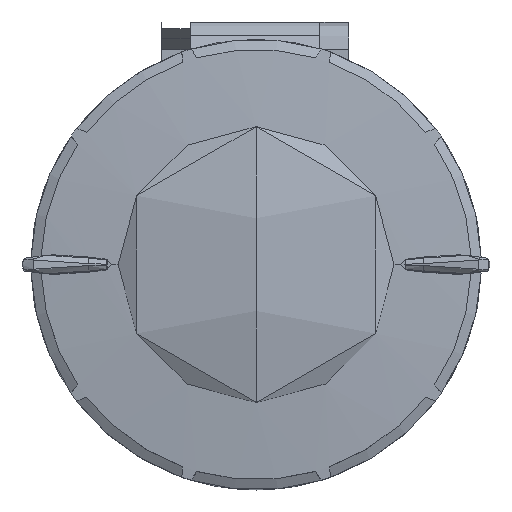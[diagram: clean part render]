
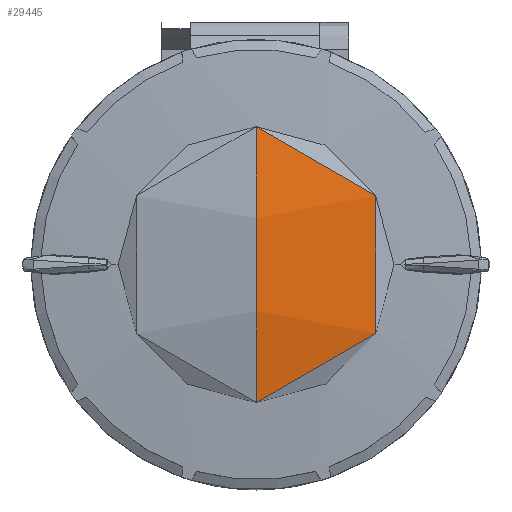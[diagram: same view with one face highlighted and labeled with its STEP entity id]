
A CAD part, top view. The second image highlights one B-rep face of the part: STEP entity #29445.
In plain terms, the highlighted spherical face has radius 125.26 mm.
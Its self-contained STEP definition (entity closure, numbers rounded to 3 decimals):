
#1074 = DIRECTION ( 'NONE',  ( -1., 0., 0. ) ) ;
#2312 = ORIENTED_EDGE ( 'NONE', *, *, #23714, .T. ) ;
#2938 = SPHERICAL_SURFACE ( 'NONE', #13577, 125.26 ) ;
#3585 = EDGE_CURVE ( 'NONE', #4498, #29138, #10601, .T. ) ;
#4498 = VERTEX_POINT ( 'NONE', #15375 ) ;
#4926 = FACE_OUTER_BOUND ( 'NONE', #14512, .T. ) ;
#6006 = CIRCLE ( 'NONE', #27916, 125.26 ) ;
#7679 = DIRECTION ( 'NONE',  ( -1., 0., 0. ) ) ;
#7955 = DIRECTION ( 'NONE',  ( 0., 0., 1. ) ) ;
#9981 = CARTESIAN_POINT ( 'NONE',  ( 0.2, 0., -10.107 ) ) ;
#10122 = AXIS2_PLACEMENT_3D ( 'NONE', #12099, #7955, #1074 ) ;
#10601 = CIRCLE ( 'NONE', #10122, 27.25 ) ;
#12099 = CARTESIAN_POINT ( 'NONE',  ( 0.2, 0., 112.153 ) ) ;
#12423 = DIRECTION ( 'NONE',  ( 0., 0.423, -0.906 ) ) ;
#13577 = AXIS2_PLACEMENT_3D ( 'NONE', #9981, #12423, #7679 ) ;
#13881 = ORIENTED_EDGE ( 'NONE', *, *, #3585, .T. ) ;
#14512 = EDGE_LOOP ( 'NONE', ( #2312, #13881 ) ) ;
#14635 = CARTESIAN_POINT ( 'NONE',  ( 0.2, 27.25, 112.153 ) ) ;
#15375 = CARTESIAN_POINT ( 'NONE',  ( 0.2, -27.25, 112.153 ) ) ;
#18706 = DIRECTION ( 'NONE',  ( 1., 0., 0. ) ) ;
#23714 = EDGE_CURVE ( 'NONE', #29138, #4498, #6006, .T. ) ;
#27818 = CARTESIAN_POINT ( 'NONE',  ( 0.2, 0., -10.107 ) ) ;
#27916 = AXIS2_PLACEMENT_3D ( 'NONE', #27818, #18706, #28113 ) ;
#28113 = DIRECTION ( 'NONE',  ( 0., 1., 0. ) ) ;
#29138 = VERTEX_POINT ( 'NONE', #14635 ) ;
#29445 = ADVANCED_FACE ( 'NONE', ( #4926 ), #2938, .T. ) ;
